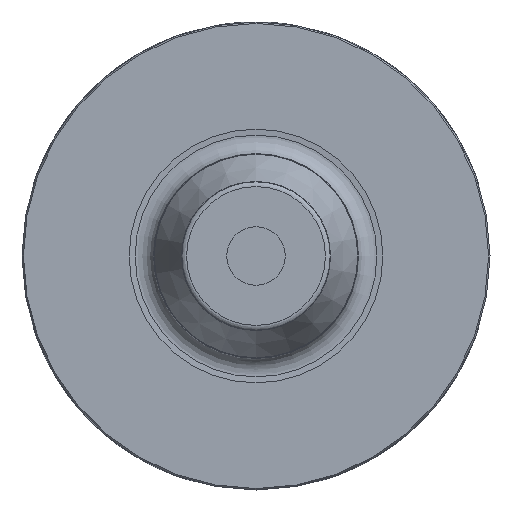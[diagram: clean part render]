
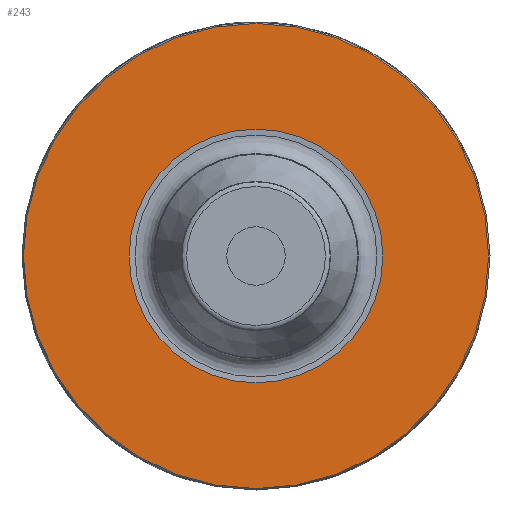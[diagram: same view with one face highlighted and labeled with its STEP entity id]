
A CAD part, left-side view. The second image highlights one B-rep face of the part: STEP entity #243.
In plain terms, the highlighted planar face has unit normal (-1, 0, 0).
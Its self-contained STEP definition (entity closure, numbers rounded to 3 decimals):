
#188=FACE_BOUND('',#354,.T.);
#189=FACE_BOUND('',#355,.T.);
#243=ADVANCED_FACE('',(#188,#189),#271,.F.);
#271=PLANE('',#770);
#354=EDGE_LOOP('',(#504));
#355=EDGE_LOOP('',(#505));
#504=ORIENTED_EDGE('',*,*,#662,.F.);
#505=ORIENTED_EDGE('',*,*,#600,.F.);
#538=VERTEX_POINT('',#1117);
#585=VERTEX_POINT('',#1710);
#600=EDGE_CURVE('',#538,#538,#678,.T.);
#662=EDGE_CURVE('',#585,#585,#690,.T.);
#678=CIRCLE('',#716,39.75);
#690=CIRCLE('',#768,21.674);
#716=AXIS2_PLACEMENT_3D('',#1116,#806,#807);
#768=AXIS2_PLACEMENT_3D('',#1709,#934,#935);
#770=AXIS2_PLACEMENT_3D('',#1712,#938,#939);
#806=DIRECTION('',(1.,0.,0.));
#807=DIRECTION('',(0.,0.,-1.));
#934=DIRECTION('',(-1.,0.,0.));
#935=DIRECTION('',(0.,0.,-1.));
#938=DIRECTION('',(1.,0.,0.));
#939=DIRECTION('',(0.,0.,-1.));
#1116=CARTESIAN_POINT('',(40.,0.,0.));
#1117=CARTESIAN_POINT('',(40.,0.,-39.75));
#1709=CARTESIAN_POINT('',(40.,0.,0.));
#1710=CARTESIAN_POINT('',(40.,0.,-21.674));
#1712=CARTESIAN_POINT('',(40.,39.75,0.));
